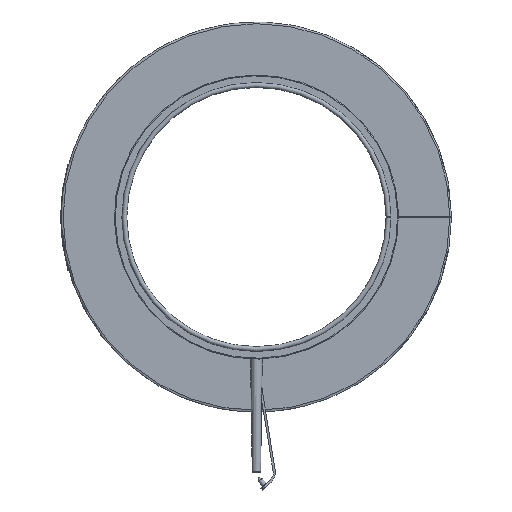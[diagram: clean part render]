
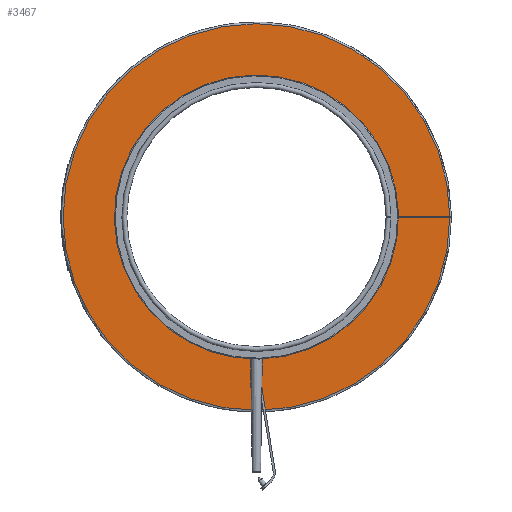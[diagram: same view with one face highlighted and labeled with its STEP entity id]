
A CAD part, front view. The second image highlights one B-rep face of the part: STEP entity #3467.
In plain terms, the highlighted planar face has unit normal (0, -1, 0).
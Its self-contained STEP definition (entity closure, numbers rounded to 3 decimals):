
#214=PLANE('',#3822);
#387=FACE_OUTER_BOUND('',#620,.T.);
#620=EDGE_LOOP('',(#2670,#2671,#2672,#2673));
#893=CIRCLE('',#3821,80.5);
#894=CIRCLE('',#3823,115.);
#1022=LINE('',#5503,#1258);
#1079=LINE('',#5674,#1315);
#1258=VECTOR('',#4180,34.5);
#1315=VECTOR('',#4349,34.5);
#1502=VERTEX_POINT('',#5496);
#1504=VERTEX_POINT('',#5502);
#1560=VERTEX_POINT('',#5667);
#1562=VERTEX_POINT('',#5673);
#1799=EDGE_CURVE('',#1504,#1502,#1022,.T.);
#1884=EDGE_CURVE('',#1560,#1562,#1079,.T.);
#1991=EDGE_CURVE('',#1560,#1504,#893,.T.);
#1992=EDGE_CURVE('',#1562,#1502,#894,.T.);
#2670=ORIENTED_EDGE('',*,*,#1799,.T.);
#2671=ORIENTED_EDGE('',*,*,#1992,.F.);
#2672=ORIENTED_EDGE('',*,*,#1884,.F.);
#2673=ORIENTED_EDGE('',*,*,#1991,.T.);
#3467=ADVANCED_FACE('',(#387),#214,.T.);
#3821=AXIS2_PLACEMENT_3D('',#5885,#4651,#4652);
#3822=AXIS2_PLACEMENT_3D('',#5886,#4653,#4654);
#3823=AXIS2_PLACEMENT_3D('',#5887,#4655,#4656);
#4180=DIRECTION('',(1.,0.,0.002));
#4349=DIRECTION('',(1.,0.,0.));
#4651=DIRECTION('center_axis',(0.,1.,0.));
#4652=DIRECTION('ref_axis',(1.,0.,0.));
#4653=DIRECTION('center_axis',(0.,-1.,0.));
#4654=DIRECTION('ref_axis',(0.,0.,-1.));
#4655=DIRECTION('center_axis',(0.,1.,0.));
#4656=DIRECTION('ref_axis',(1.,0.,0.));
#5496=CARTESIAN_POINT('',(115.,52.5,0.201));
#5502=CARTESIAN_POINT('',(80.5,52.5,0.14));
#5503=CARTESIAN_POINT('',(80.5,52.5,0.14));
#5667=CARTESIAN_POINT('',(80.5,52.5,0.));
#5673=CARTESIAN_POINT('',(115.,52.5,0.));
#5674=CARTESIAN_POINT('',(80.5,52.5,0.));
#5885=CARTESIAN_POINT('Origin',(0.,52.5,0.));
#5886=CARTESIAN_POINT('Origin',(80.5,52.5,0.14));
#5887=CARTESIAN_POINT('Origin',(0.,52.5,0.));
